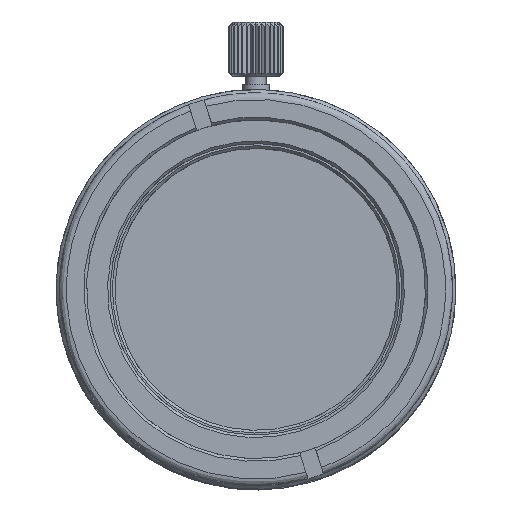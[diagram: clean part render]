
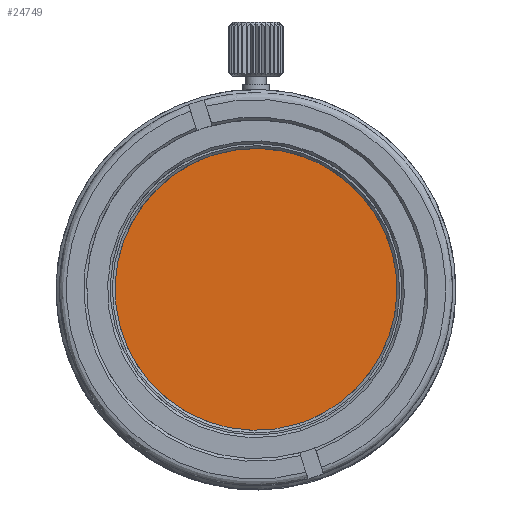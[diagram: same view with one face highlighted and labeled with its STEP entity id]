
A CAD part, top view. The second image highlights one B-rep face of the part: STEP entity #24749.
In plain terms, the highlighted free-form (B-spline) face has degree [1, 1] with [2, 2] control points.
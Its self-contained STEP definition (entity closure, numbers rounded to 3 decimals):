
#482 = CARTESIAN_POINT ( 'NONE',  ( -9.908, -3.162, 16.616 ) ) ;
#1305 = ORIENTED_EDGE ( 'NONE', *, *, #25682, .F. ) ;
#2640 = CARTESIAN_POINT ( 'NONE',  ( -10.525, -10.525, 16.616 ) ) ;
#3775 = CARTESIAN_POINT ( 'NONE',  ( -3.162, 9.908, 16.616 ) ) ;
#3847 = CARTESIAN_POINT ( 'NONE',  ( -3.162, 9.908, 16.616 ) ) ;
#4038 = CARTESIAN_POINT ( 'NONE',  ( 16.653, 16.232, 16.616 ) ) ;
#10161 = EDGE_LOOP ( 'NONE', ( #15732, #1305 ) ) ;
#10853 = B_SPLINE_SURFACE_WITH_KNOTS ( 'NONE', 1, 1, ( 
 ( #23203, #11772 ),
 ( #2640, #20666 ) ),
 .UNSPECIFIED., .F., .F., .F.,
 ( 2, 2 ),
 ( 2, 2 ),
 ( 0., 1. ),
 ( 0., 1. ),
 .UNSPECIFIED. ) ;
#11062 =( BOUNDED_CURVE ( )  B_SPLINE_CURVE ( 3, ( #36170, #21248, #12717, #482, #33446, #27068, #3775 ),
 .UNSPECIFIED., .F., .T. ) 
 B_SPLINE_CURVE_WITH_KNOTS ( ( 4, 3, 4 ),
 ( -5.021, -3.451, -1.88 ),
 .UNSPECIFIED. ) 
 CURVE ( )  GEOMETRIC_REPRESENTATION_ITEM ( )  RATIONAL_B_SPLINE_CURVE ( ( 1., 0.805, 0.805, 1., 0.805, 0.805, 1. ) ) 
 REPRESENTATION_ITEM ( '' )  );
#11481 = EDGE_CURVE ( 'NONE', #25183, #23351, #18780, .T. ) ;
#11772 = CARTESIAN_POINT ( 'NONE',  ( 10.525, 10.525, 16.616 ) ) ;
#12717 = CARTESIAN_POINT ( 'NONE',  ( -8.055, -8.966, 16.616 ) ) ;
#15732 = ORIENTED_EDGE ( 'NONE', *, *, #11481, .F. ) ;
#16141 = CARTESIAN_POINT ( 'NONE',  ( -3.162, 9.908, 16.616 ) ) ;
#18780 =( BOUNDED_CURVE ( )  B_SPLINE_CURVE ( 3, ( #3847, #4038, #21326, #30605 ),
 .UNSPECIFIED., .F., .T. ) 
 B_SPLINE_CURVE_WITH_KNOTS ( ( 4, 4 ),
 ( -8.163, -5.021 ),
 .UNSPECIFIED. ) 
 CURVE ( )  GEOMETRIC_REPRESENTATION_ITEM ( )  RATIONAL_B_SPLINE_CURVE ( ( 1., 0.333, 0.333, 1. ) ) 
 REPRESENTATION_ITEM ( '' )  );
#19902 = FACE_OUTER_BOUND ( 'NONE', #10161, .T. ) ;
#20666 = CARTESIAN_POINT ( 'NONE',  ( -10.525, 10.525, 16.616 ) ) ;
#21248 = CARTESIAN_POINT ( 'NONE',  ( -2.642, -11.76, 16.616 ) ) ;
#21326 = CARTESIAN_POINT ( 'NONE',  ( 22.977, -3.584, 16.616 ) ) ;
#22117 = CARTESIAN_POINT ( 'NONE',  ( 3.162, -9.908, 16.616 ) ) ;
#23203 = CARTESIAN_POINT ( 'NONE',  ( 10.525, -10.525, 16.616 ) ) ;
#23351 = VERTEX_POINT ( 'NONE', #22117 ) ;
#24749 = ADVANCED_FACE ( 'NONE', ( #19902 ), #10853, .F. ) ;
#25183 = VERTEX_POINT ( 'NONE', #16141 ) ;
#25682 = EDGE_CURVE ( 'NONE', #23351, #25183, #11062, .T. ) ;
#27068 = CARTESIAN_POINT ( 'NONE',  ( -8.966, 8.055, 16.616 ) ) ;
#30605 = CARTESIAN_POINT ( 'NONE',  ( 3.162, -9.908, 16.616 ) ) ;
#33446 = CARTESIAN_POINT ( 'NONE',  ( -11.76, 2.642, 16.616 ) ) ;
#36170 = CARTESIAN_POINT ( 'NONE',  ( 3.162, -9.908, 16.616 ) ) ;
